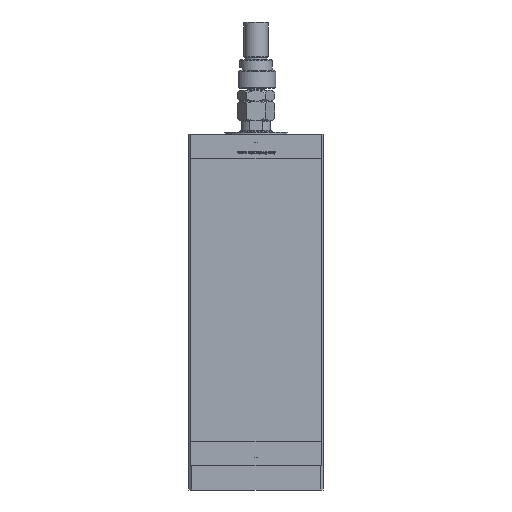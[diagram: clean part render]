
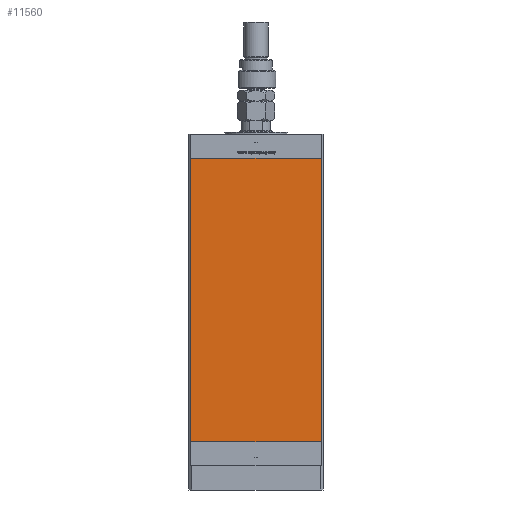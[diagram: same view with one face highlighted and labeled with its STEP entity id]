
A CAD part, front view. The second image highlights one B-rep face of the part: STEP entity #11560.
In plain terms, the highlighted planar face has unit normal (0, -1, 0).
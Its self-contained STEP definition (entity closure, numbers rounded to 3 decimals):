
#704 = LINE ( 'NONE', #26748, #22399 ) ;
#785 = DIRECTION ( 'NONE',  ( 1., 0., 0. ) ) ;
#1117 = CARTESIAN_POINT ( 'NONE',  ( -73., -62.5, 0. ) ) ;
#1196 = VERTEX_POINT ( 'NONE', #31318 ) ;
#4111 = ORIENTED_EDGE ( 'NONE', *, *, #14737, .F. ) ;
#5052 = LINE ( 'NONE', #52852, #7950 ) ;
#7950 = VECTOR ( 'NONE', #9639, 1000. ) ;
#8508 = VECTOR ( 'NONE', #36042, 1000. ) ;
#8752 = VERTEX_POINT ( 'NONE', #52307 ) ;
#9639 = DIRECTION ( 'NONE',  ( 0., 0., -1. ) ) ;
#9944 = LINE ( 'NONE', #39987, #24781 ) ;
#10095 = ORIENTED_EDGE ( 'NONE', *, *, #28897, .T. ) ;
#10390 = DIRECTION ( 'NONE',  ( 0., 0., 1. ) ) ;
#11560 = ADVANCED_FACE ( 'NONE', ( #40437 ), #36437, .F. ) ;
#14737 = EDGE_CURVE ( 'NONE', #38023, #1196, #9944, .T. ) ;
#19008 = DIRECTION ( 'NONE',  ( 0., 0., -1. ) ) ;
#19075 = CARTESIAN_POINT ( 'NONE',  ( 73., -62.5, 0. ) ) ;
#20875 = EDGE_LOOP ( 'NONE', ( #36376, #29256, #4111, #10095 ) ) ;
#22399 = VECTOR ( 'NONE', #19008, 1000. ) ;
#23015 = EDGE_CURVE ( 'NONE', #8752, #29474, #40320, .T. ) ;
#24781 = VECTOR ( 'NONE', #785, 1000. ) ;
#26748 = CARTESIAN_POINT ( 'NONE',  ( -73., -62.5, 317. ) ) ;
#28897 = EDGE_CURVE ( 'NONE', #38023, #8752, #704, .T. ) ;
#29256 = ORIENTED_EDGE ( 'NONE', *, *, #41014, .F. ) ;
#29474 = VERTEX_POINT ( 'NONE', #19075 ) ;
#31318 = CARTESIAN_POINT ( 'NONE',  ( 73., -62.5, 317. ) ) ;
#36042 = DIRECTION ( 'NONE',  ( 1., 0., 0. ) ) ;
#36376 = ORIENTED_EDGE ( 'NONE', *, *, #23015, .T. ) ;
#36437 = PLANE ( 'NONE',  #49326 ) ;
#38023 = VERTEX_POINT ( 'NONE', #45872 ) ;
#39987 = CARTESIAN_POINT ( 'NONE',  ( -73., -62.5, 317. ) ) ;
#40320 = LINE ( 'NONE', #1117, #8508 ) ;
#40437 = FACE_OUTER_BOUND ( 'NONE', #20875, .T. ) ;
#41014 = EDGE_CURVE ( 'NONE', #1196, #29474, #5052, .T. ) ;
#45872 = CARTESIAN_POINT ( 'NONE',  ( -73., -62.5, 317. ) ) ;
#49326 = AXIS2_PLACEMENT_3D ( 'NONE', #49580, #53328, #10390 ) ;
#49580 = CARTESIAN_POINT ( 'NONE',  ( -73., -62.5, 317. ) ) ;
#52307 = CARTESIAN_POINT ( 'NONE',  ( -73., -62.5, 0. ) ) ;
#52852 = CARTESIAN_POINT ( 'NONE',  ( 73., -62.5, 317. ) ) ;
#53328 = DIRECTION ( 'NONE',  ( 0., 1., 0. ) ) ;
